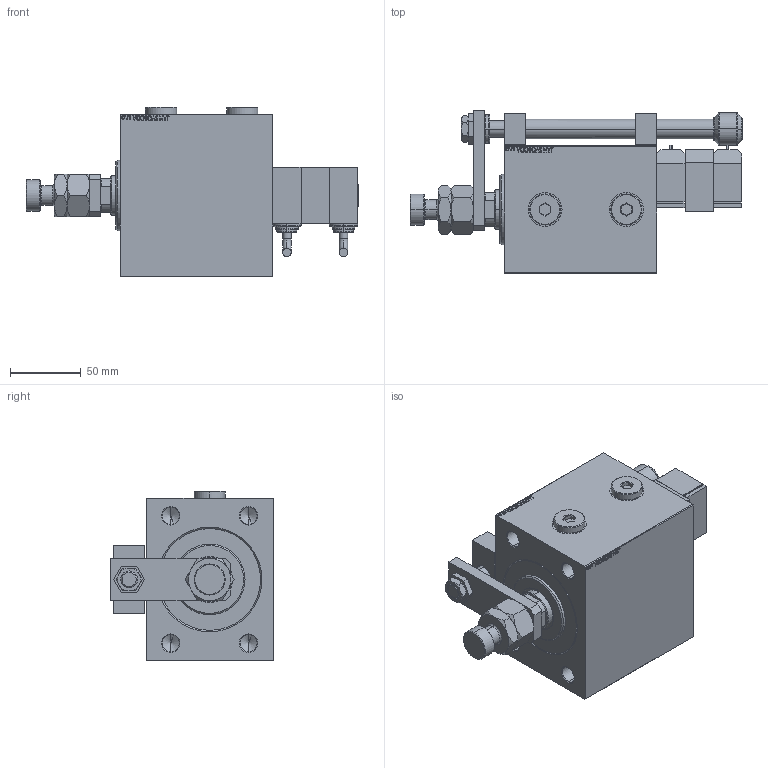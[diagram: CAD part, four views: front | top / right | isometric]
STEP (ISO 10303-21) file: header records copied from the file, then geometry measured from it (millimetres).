
FILE_DESCRIPTION (( 'STEP AP203' ), '1' );
FILE_NAME ('5a77.STEP', '2024-02-11T23:26:49', ( '' ), ( '' ), 'SwSTEP 2.0', 'SolidWorks 2019', '' );
FILE_SCHEMA (( 'CONFIG_CONTROL_DESIGN' ));
Length unit declared in the file: millimetre
Products named in the file (15): TYC_P 298474384cb030bfb934e38097e9aac7; V450CM_B_VCP 298474384cb030bfb934e38097e9aac7; P_V_Z_MFA 298474384cb030bfb934e38097e9aac7; V450CM_VC_B 298474384cb030bfb934e38097e9aac7; SWITCH DIM W_B 298474384cb030bfb934e38097e9aac7; SWITCH P 298474384cb030bfb934e38097e9aac7; MIDDLE 298474384cb030bfb934e38097e9aac7; V450CM_B_Body 298474384cb030bfb934e38097e9aac7; KROUZEK_PRO_TYC 298474384cb030bfb934e38097e9aac7; ZARAZKA_P 298474384cb030bfb934e38097e9aac7; NUT_D16 298474384cb030bfb934e38097e9aac7; 5a77; Zatka_OIL_PORT 298474384cb030bfb934e38097e9aac7; NUT_D19_P 298474384cb030bfb934e38097e9aac7; SWITCH_P_FRONT_BACK 298474384cb030bfb934e38097e9aac7
Assembly tree (17 placements, depth 2):
  5a77
    V450CM_B_Body 298474384cb030bfb934e38097e9aac7
    V450CM_B_VCP 298474384cb030bfb934e38097e9aac7
    V450CM_VC_B 298474384cb030bfb934e38097e9aac7
    NUT_D16 298474384cb030bfb934e38097e9aac7
    NUT_D19_P 298474384cb030bfb934e38097e9aac7
    SWITCH DIM W_B 298474384cb030bfb934e38097e9aac7
    ZARAZKA_P 298474384cb030bfb934e38097e9aac7
    TYC_P 298474384cb030bfb934e38097e9aac7
    SWITCH_P_FRONT_BACK 298474384cb030bfb934e38097e9aac7  x2
    SWITCH P 298474384cb030bfb934e38097e9aac7  x2
    MIDDLE 298474384cb030bfb934e38097e9aac7
    KROUZEK_PRO_TYC 298474384cb030bfb934e38097e9aac7
    P_V_Z_MFA 298474384cb030bfb934e38097e9aac7
    Zatka_OIL_PORT 298474384cb030bfb934e38097e9aac7  x2
Bounding box: 234.8 x 115 x 119.9 mm (x, y, z)
Volume: 1218919.4 mm3; surface area: 184596.1 mm2
Topology: 17 solids, 17 shells, 1215 faces, 2992 edges, 1930 vertices
Faces by surface type: plane 564, bspline 380, cylinder 134, cone 101, torus 36
Entity records: 53064 total; most frequent: CARTESIAN_POINT 27040, ORIENTED_EDGE 5572, DIRECTION 3835, EDGE_CURVE 2786, VERTEX_POINT 1810, VECTOR 1577, LINE 1577, EDGE_LOOP 1288
